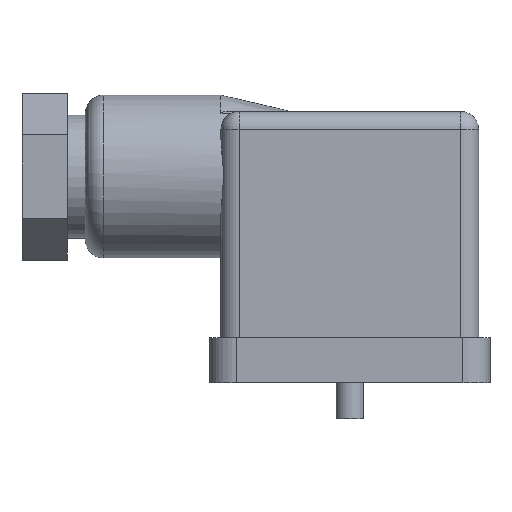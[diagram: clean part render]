
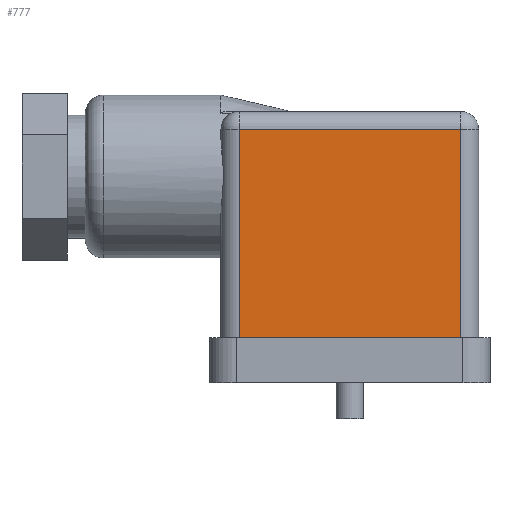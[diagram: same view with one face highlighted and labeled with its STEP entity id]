
A CAD part, front view. The second image highlights one B-rep face of the part: STEP entity #777.
In plain terms, the highlighted planar face has unit normal (0, -1, 0).
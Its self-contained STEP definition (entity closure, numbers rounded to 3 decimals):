
#79=PLANE('',#862);
#124=FACE_OUTER_BOUND('',#177,.T.);
#177=EDGE_LOOP('',(#647,#648,#649,#650));
#214=LINE('',#1262,#276);
#234=LINE('',#1352,#296);
#235=LINE('',#1354,#297);
#241=LINE('',#1363,#303);
#276=VECTOR('',#929,24.5);
#296=VECTOR('',#1033,23.);
#297=VECTOR('',#1036,24.5);
#303=VECTOR('',#1048,23.);
#360=VERTEX_POINT('',#1259);
#361=VERTEX_POINT('',#1261);
#383=VERTEX_POINT('',#1321);
#386=VERTEX_POINT('',#1332);
#435=EDGE_CURVE('',#360,#361,#214,.T.);
#480=EDGE_CURVE('',#386,#360,#234,.T.);
#481=EDGE_CURVE('',#383,#386,#235,.T.);
#487=EDGE_CURVE('',#361,#383,#241,.T.);
#647=ORIENTED_EDGE('',*,*,#480,.F.);
#648=ORIENTED_EDGE('',*,*,#481,.F.);
#649=ORIENTED_EDGE('',*,*,#487,.F.);
#650=ORIENTED_EDGE('',*,*,#435,.F.);
#777=ADVANCED_FACE('',(#124),#79,.T.);
#862=AXIS2_PLACEMENT_3D('',#1367,#1053,#1054);
#929=DIRECTION('',(-1.,0.,0.));
#1033=DIRECTION('',(0.,0.,-1.));
#1036=DIRECTION('',(1.,0.,0.));
#1048=DIRECTION('',(0.,0.,1.));
#1053=DIRECTION('center_axis',(0.,-1.,0.));
#1054=DIRECTION('ref_axis',(0.,0.,-1.));
#1259=CARTESIAN_POINT('',(12.25,-10.,5.));
#1261=CARTESIAN_POINT('',(-12.25,-10.,5.));
#1262=CARTESIAN_POINT('',(7.125,-10.,5.));
#1321=CARTESIAN_POINT('',(-12.25,-10.,28.));
#1332=CARTESIAN_POINT('',(12.25,-10.,28.));
#1352=CARTESIAN_POINT('',(12.25,-10.,5.));
#1354=CARTESIAN_POINT('',(7.125,-10.,28.));
#1363=CARTESIAN_POINT('',(-12.25,-10.,5.));
#1367=CARTESIAN_POINT('Origin',(14.25,-10.,5.));
